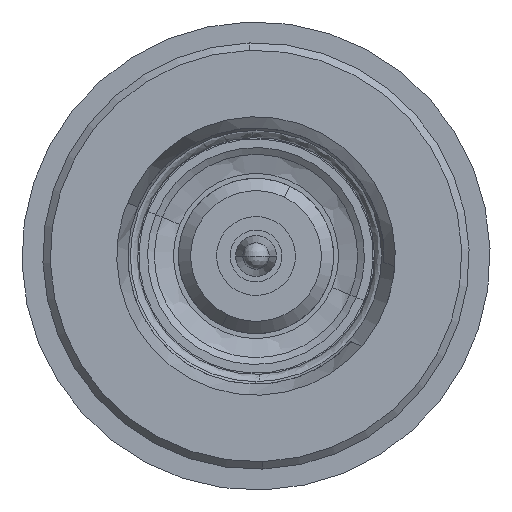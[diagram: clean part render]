
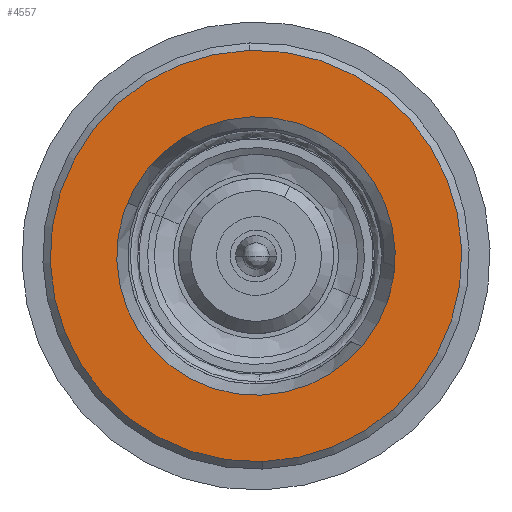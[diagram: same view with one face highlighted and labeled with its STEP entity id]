
A CAD part, left-side view. The second image highlights one B-rep face of the part: STEP entity #4557.
In plain terms, the highlighted planar face has unit normal (-1, 0, 0).
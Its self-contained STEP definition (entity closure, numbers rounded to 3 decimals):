
#63 = ORIENTED_EDGE ( 'NONE', *, *, #1757, .F. ) ;
#92 = FACE_OUTER_BOUND ( 'NONE', #4752, .T. ) ;
#306 = DIRECTION ( 'NONE',  ( 0., -0.033, -0.999 ) ) ;
#386 = AXIS2_PLACEMENT_3D ( 'NONE', #1261, #1674, #1690 ) ;
#733 = CARTESIAN_POINT ( 'NONE',  ( -2.362, 0.016, 7.708 ) ) ;
#960 = DIRECTION ( 'NONE',  ( -1., 0., 0. ) ) ;
#1162 = VERTEX_POINT ( 'NONE', #5559 ) ;
#1261 = CARTESIAN_POINT ( 'NONE',  ( -2.362, -0.256, -0.638 ) ) ;
#1289 = DIRECTION ( 'NONE',  ( 1., 0., 0. ) ) ;
#1369 = EDGE_CURVE ( 'NONE', #1572, #4186, #3215, .T. ) ;
#1511 = AXIS2_PLACEMENT_3D ( 'NONE', #5407, #3221, #4033 ) ;
#1572 = VERTEX_POINT ( 'NONE', #3608 ) ;
#1674 = DIRECTION ( 'NONE',  ( 1., 0., 0. ) ) ;
#1690 = DIRECTION ( 'NONE',  ( 0., -0.033, -0.999 ) ) ;
#1724 = ORIENTED_EDGE ( 'NONE', *, *, #1369, .F. ) ;
#1757 = EDGE_CURVE ( 'NONE', #4186, #1572, #4684, .T. ) ;
#1756 = PLANE ( 'NONE',  #5644 ) ;
#1780 = CIRCLE ( 'NONE', #386, 8.35 ) ;
#1873 = CARTESIAN_POINT ( 'NONE',  ( -2.362, -0.072, 5.009 ) ) ;
#2008 = EDGE_CURVE ( 'NONE', #3780, #1162, #1780, .T. ) ;
#2197 = DIRECTION ( 'NONE',  ( 0., 0.033, 0.999 ) ) ;
#2378 = DIRECTION ( 'NONE',  ( -1., 0., 0. ) ) ;
#2488 = AXIS2_PLACEMENT_3D ( 'NONE', #4003, #960, #2197 ) ;
#3166 = AXIS2_PLACEMENT_3D ( 'NONE', #4155, #2378, #4594 ) ;
#3215 = CIRCLE ( 'NONE', #2488, 5.65 ) ;
#3221 = DIRECTION ( 'NONE',  ( 1., 0., 0. ) ) ;
#3534 = EDGE_LOOP ( 'NONE', ( #63, #1724 ) ) ;
#3608 = CARTESIAN_POINT ( 'NONE',  ( -2.362, -0.44, -6.285 ) ) ;
#3666 = ORIENTED_EDGE ( 'NONE', *, *, #2008, .F. ) ;
#3687 = ORIENTED_EDGE ( 'NONE', *, *, #4914, .F. ) ;
#3780 = VERTEX_POINT ( 'NONE', #733 ) ;
#4003 = CARTESIAN_POINT ( 'NONE',  ( -2.362, -0.256, -0.638 ) ) ;
#4033 = DIRECTION ( 'NONE',  ( 0., -0.033, -0.999 ) ) ;
#4155 = CARTESIAN_POINT ( 'NONE',  ( -2.362, -0.256, -0.638 ) ) ;
#4186 = VERTEX_POINT ( 'NONE', #1873 ) ;
#4363 = CARTESIAN_POINT ( 'NONE',  ( -2.362, 5.391, -0.822 ) ) ;
#4557 = ADVANCED_FACE ( 'NONE', ( #92, #5684 ), #1756, .F. ) ;
#4594 = DIRECTION ( 'NONE',  ( 0., 0.033, 0.999 ) ) ;
#4684 = CIRCLE ( 'NONE', #3166, 5.65 ) ;
#4752 = EDGE_LOOP ( 'NONE', ( #3687, #3666 ) ) ;
#4914 = EDGE_CURVE ( 'NONE', #1162, #3780, #5499, .T. ) ;
#5407 = CARTESIAN_POINT ( 'NONE',  ( -2.362, -0.256, -0.638 ) ) ;
#5499 = CIRCLE ( 'NONE', #1511, 8.35 ) ;
#5559 = CARTESIAN_POINT ( 'NONE',  ( -2.362, -0.527, -8.983 ) ) ;
#5644 = AXIS2_PLACEMENT_3D ( 'NONE', #4363, #1289, #306 ) ;
#5684 = FACE_BOUND ( 'NONE', #3534, .T. ) ;
